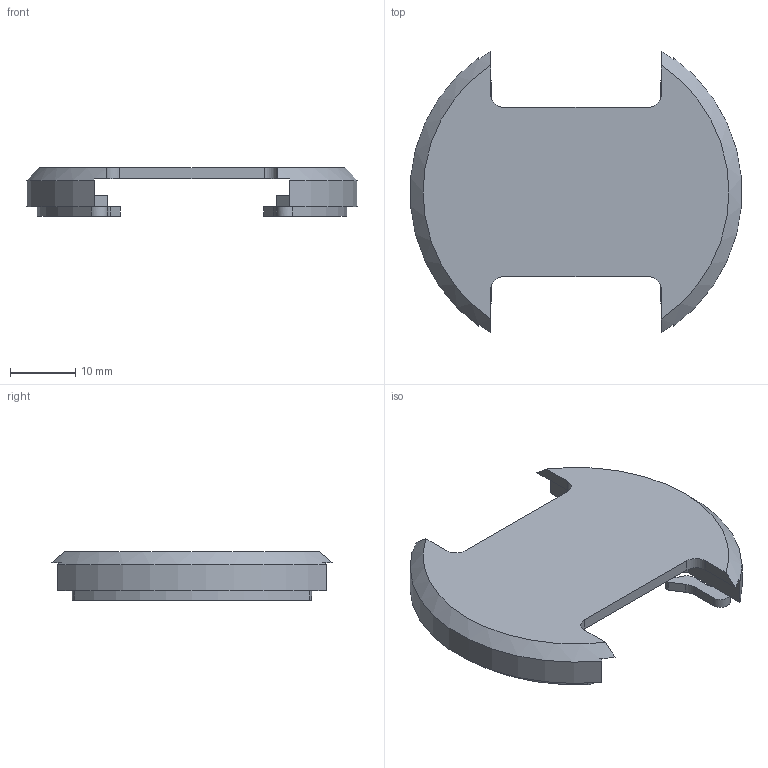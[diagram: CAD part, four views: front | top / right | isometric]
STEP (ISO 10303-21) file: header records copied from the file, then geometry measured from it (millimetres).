
FILE_DESCRIPTION(('HOOPS Exchange Step'),'2;1');
FILE_NAME('temp_export','2023-06-24T00:13:27-04:00',('gmoua'),('Shapr3D Limited'),'HOOPS Exchange 2022.2','Shapr3D','Authorized');
FILE_SCHEMA( ('AUTOMOTIVE_DESIGN { 1 0 10303 214 1 1 1 1 }') );
Length unit declared in the file: millimetre
Products named in the file (1): Lens Cap
Bounding box: 50.81 x 43.17 x 7.5 mm (x, y, z)
Volume: 5398.1 mm3; surface area: 4469.1 mm2
Topology: 1 solids, 1 shells, 87 faces, 247 edges, 162 vertices
Faces by surface type: plane 48, cylinder 35, cone 4
Entity records: 2963 total; most frequent: CARTESIAN_POINT 623, ORIENTED_EDGE 494, DIRECTION 493, EDGE_CURVE 247, AXIS2_PLACEMENT_3D 172, VERTEX_POINT 162, VECTOR 149, LINE 149
